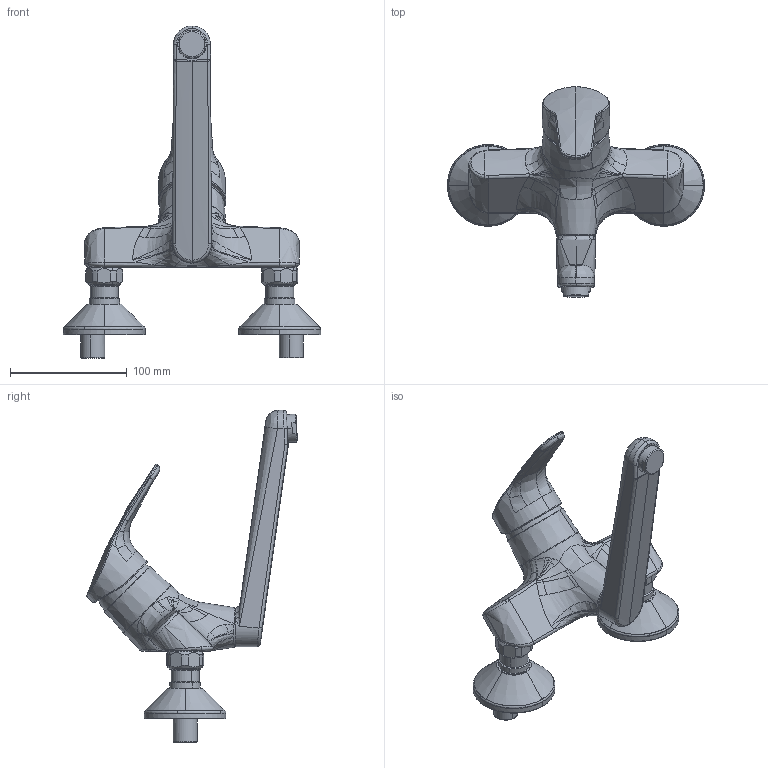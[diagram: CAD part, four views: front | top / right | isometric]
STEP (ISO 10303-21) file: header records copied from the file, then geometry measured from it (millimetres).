
FILE_DESCRIPTION (( 'STEP AP203' ), '1' );
FILE_NAME ('01948283.STEP', '2018-05-17T05:33:27', ( '' ), ( '' ), 'SwSTEP 2.0', 'SolidWorks 2016', '' );
FILE_SCHEMA (( 'CONFIG_CONTROL_DESIGN' ));
Length unit declared in the file: millimetre
Products named in the file (1): 01948283
Bounding box: 220 x 180.24 x 283.96 mm (x, y, z)
Volume: 677853 mm3; surface area: 106690.1 mm2
Topology: 1 solids, 3 shells, 566 faces, 1464 edges, 888 vertices
Faces by surface type: bspline 296, cylinder 128, plane 86, cone 44, torus 8, sphere 4
Entity records: 46415 total; most frequent: CARTESIAN_POINT 35252, ORIENTED_EDGE 2856, EDGE_CURVE 1428, DIRECTION 1391, VERTEX_POINT 886, B_SPLINE_CURVE_WITH_KNOTS 840, EDGE_LOOP 580, ADVANCED_FACE 564
